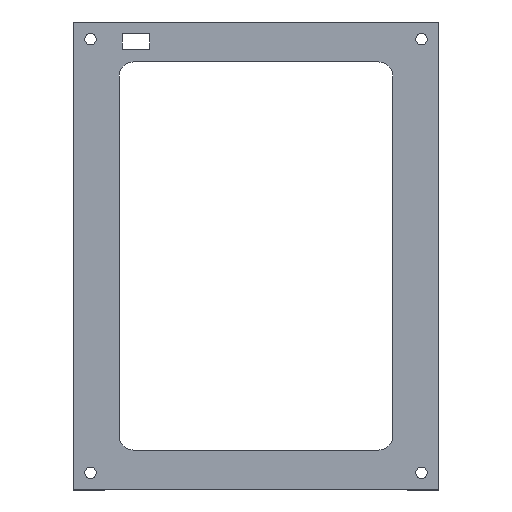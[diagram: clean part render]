
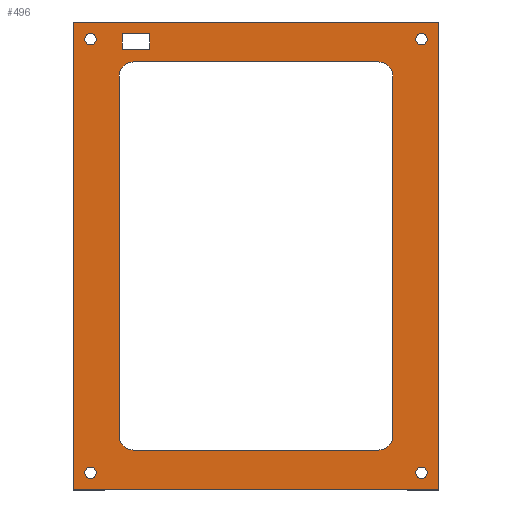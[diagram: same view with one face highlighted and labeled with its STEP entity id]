
A CAD part, top view. The second image highlights one B-rep face of the part: STEP entity #496.
In plain terms, the highlighted planar face has unit normal (0, 0, 1).
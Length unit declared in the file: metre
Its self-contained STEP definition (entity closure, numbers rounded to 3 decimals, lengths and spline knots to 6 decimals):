
#24=CIRCLE('',#540,0.00127);
#25=CIRCLE('',#541,0.00127);
#26=CIRCLE('',#542,0.003175);
#27=CIRCLE('',#543,0.003175);
#28=CIRCLE('',#544,0.003175);
#29=CIRCLE('',#545,0.003175);
#30=CIRCLE('',#546,0.00127);
#31=CIRCLE('',#547,0.00127);
#60=ORIENTED_EDGE('',*,*,#194,.F.);
#61=ORIENTED_EDGE('',*,*,#195,.F.);
#62=ORIENTED_EDGE('',*,*,#196,.F.);
#63=ORIENTED_EDGE('',*,*,#197,.F.);
#64=ORIENTED_EDGE('',*,*,#198,.T.);
#65=ORIENTED_EDGE('',*,*,#199,.T.);
#66=ORIENTED_EDGE('',*,*,#200,.F.);
#67=ORIENTED_EDGE('',*,*,#201,.F.);
#68=ORIENTED_EDGE('',*,*,#202,.F.);
#69=ORIENTED_EDGE('',*,*,#203,.F.);
#70=ORIENTED_EDGE('',*,*,#204,.T.);
#71=ORIENTED_EDGE('',*,*,#205,.T.);
#72=ORIENTED_EDGE('',*,*,#206,.F.);
#73=ORIENTED_EDGE('',*,*,#207,.T.);
#74=ORIENTED_EDGE('',*,*,#208,.F.);
#75=ORIENTED_EDGE('',*,*,#209,.T.);
#76=ORIENTED_EDGE('',*,*,#210,.T.);
#77=ORIENTED_EDGE('',*,*,#176,.F.);
#78=ORIENTED_EDGE('',*,*,#211,.F.);
#79=ORIENTED_EDGE('',*,*,#212,.F.);
#176=EDGE_CURVE('',#244,#245,#292,.T.);
#194=EDGE_CURVE('',#260,#261,#306,.T.);
#195=EDGE_CURVE('',#262,#260,#307,.T.);
#196=EDGE_CURVE('',#263,#262,#308,.T.);
#197=EDGE_CURVE('',#261,#263,#309,.T.);
#198=EDGE_CURVE('',#264,#264,#24,.F.);
#199=EDGE_CURVE('',#265,#265,#25,.F.);
#200=EDGE_CURVE('',#266,#267,#310,.T.);
#201=EDGE_CURVE('',#268,#266,#26,.T.);
#202=EDGE_CURVE('',#269,#268,#311,.T.);
#203=EDGE_CURVE('',#270,#269,#27,.T.);
#204=EDGE_CURVE('',#270,#271,#312,.T.);
#205=EDGE_CURVE('',#271,#272,#28,.F.);
#206=EDGE_CURVE('',#273,#272,#313,.T.);
#207=EDGE_CURVE('',#273,#267,#29,.F.);
#208=EDGE_CURVE('',#274,#244,#314,.T.);
#209=EDGE_CURVE('',#274,#275,#315,.T.);
#210=EDGE_CURVE('',#275,#245,#316,.T.);
#211=EDGE_CURVE('',#276,#276,#30,.T.);
#212=EDGE_CURVE('',#277,#277,#31,.T.);
#244=VERTEX_POINT('',#723);
#245=VERTEX_POINT('',#725);
#260=VERTEX_POINT('',#760);
#261=VERTEX_POINT('',#761);
#262=VERTEX_POINT('',#763);
#263=VERTEX_POINT('',#765);
#264=VERTEX_POINT('',#768);
#265=VERTEX_POINT('',#770);
#266=VERTEX_POINT('',#772);
#267=VERTEX_POINT('',#773);
#268=VERTEX_POINT('',#775);
#269=VERTEX_POINT('',#777);
#270=VERTEX_POINT('',#779);
#271=VERTEX_POINT('',#781);
#272=VERTEX_POINT('',#783);
#273=VERTEX_POINT('',#785);
#274=VERTEX_POINT('',#788);
#275=VERTEX_POINT('',#790);
#276=VERTEX_POINT('',#793);
#277=VERTEX_POINT('',#795);
#292=LINE('',#724,#344);
#306=LINE('',#759,#358);
#307=LINE('',#762,#359);
#308=LINE('',#764,#360);
#309=LINE('',#766,#361);
#310=LINE('',#771,#362);
#311=LINE('',#776,#363);
#312=LINE('',#780,#364);
#313=LINE('',#784,#365);
#314=LINE('',#787,#366);
#315=LINE('',#789,#367);
#316=LINE('',#791,#368);
#344=VECTOR('',#583,1.);
#358=VECTOR('',#609,1.);
#359=VECTOR('',#610,1.);
#360=VECTOR('',#611,1.);
#361=VECTOR('',#612,1.);
#362=VECTOR('',#617,1.);
#363=VECTOR('',#620,1.);
#364=VECTOR('',#623,1.);
#365=VECTOR('',#626,1.);
#366=VECTOR('',#629,1.);
#367=VECTOR('',#630,1.);
#368=VECTOR('',#631,1.);
#399=EDGE_LOOP('',(#60,#61,#62,#63));
#400=EDGE_LOOP('',(#64));
#401=EDGE_LOOP('',(#65));
#402=EDGE_LOOP('',(#66,#67,#68,#69,#70,#71,#72,#73));
#403=EDGE_LOOP('',(#74,#75,#76,#77));
#404=EDGE_LOOP('',(#78));
#405=EDGE_LOOP('',(#79));
#441=FACE_BOUND('',#399,.T.);
#442=FACE_BOUND('',#400,.T.);
#443=FACE_BOUND('',#401,.T.);
#444=FACE_BOUND('',#402,.T.);
#445=FACE_BOUND('',#403,.T.);
#446=FACE_BOUND('',#404,.T.);
#447=FACE_BOUND('',#405,.T.);
#478=PLANE('',#539);
#496=ADVANCED_FACE('',(#441,#442,#443,#444,#445,#446,#447),#478,.T.);
#539=AXIS2_PLACEMENT_3D('',#758,#607,#608);
#540=AXIS2_PLACEMENT_3D('',#767,#613,#614);
#541=AXIS2_PLACEMENT_3D('',#769,#615,#616);
#542=AXIS2_PLACEMENT_3D('',#774,#618,#619);
#543=AXIS2_PLACEMENT_3D('',#778,#621,#622);
#544=AXIS2_PLACEMENT_3D('',#782,#624,#625);
#545=AXIS2_PLACEMENT_3D('',#786,#627,#628);
#546=AXIS2_PLACEMENT_3D('',#792,#632,#633);
#547=AXIS2_PLACEMENT_3D('',#794,#634,#635);
#583=DIRECTION('',(-1.,0.,0.));
#607=DIRECTION('',(0.,0.,1.));
#608=DIRECTION('',(1.,0.,0.));
#609=DIRECTION('',(0.,1.,0.));
#610=DIRECTION('',(1.,0.,0.));
#611=DIRECTION('',(0.,-1.,0.));
#612=DIRECTION('',(-1.,0.,0.));
#613=DIRECTION('',(0.,0.,1.));
#614=DIRECTION('',(1.,0.,0.));
#615=DIRECTION('',(0.,0.,1.));
#616=DIRECTION('',(1.,0.,0.));
#617=DIRECTION('',(0.,-1.,0.));
#618=DIRECTION('',(0.,0.,1.));
#619=DIRECTION('',(1.,0.,0.));
#620=DIRECTION('',(-1.,0.,0.));
#621=DIRECTION('',(0.,0.,1.));
#622=DIRECTION('',(1.,0.,0.));
#623=DIRECTION('',(0.,-1.,0.));
#624=DIRECTION('',(0.,0.,1.));
#625=DIRECTION('',(1.,0.,0.));
#626=DIRECTION('',(1.,0.,0.));
#627=DIRECTION('',(0.,0.,1.));
#628=DIRECTION('',(1.,0.,0.));
#629=DIRECTION('',(0.,-1.,0.));
#630=DIRECTION('',(-1.,0.,0.));
#631=DIRECTION('',(0.,-1.,0.));
#632=DIRECTION('',(0.,0.,1.));
#633=DIRECTION('',(1.,0.,0.));
#634=DIRECTION('',(0.,0.,1.));
#635=DIRECTION('',(1.,0.,0.));
#723=CARTESIAN_POINT('',(0.04064,-0.05207,0.003175));
#724=CARTESIAN_POINT('',(0.,-0.05207,0.003175));
#725=CARTESIAN_POINT('',(-0.04064,-0.05207,0.003175));
#758=CARTESIAN_POINT('',(0.,0.,0.003175));
#759=CARTESIAN_POINT('',(-0.023622,0.,0.003175));
#760=CARTESIAN_POINT('',(-0.023622,0.045974,0.003175));
#761=CARTESIAN_POINT('',(-0.023622,0.04953,0.003175));
#762=CARTESIAN_POINT('',(0.,0.045974,0.003175));
#763=CARTESIAN_POINT('',(-0.029718,0.045974,0.003175));
#764=CARTESIAN_POINT('',(-0.029718,0.,0.003175));
#765=CARTESIAN_POINT('',(-0.029718,0.04953,0.003175));
#766=CARTESIAN_POINT('',(0.,0.04953,0.003175));
#767=CARTESIAN_POINT('',(0.03683,0.04826,0.003175));
#768=CARTESIAN_POINT('',(0.0381,0.04826,0.003175));
#769=CARTESIAN_POINT('',(-0.03683,-0.04826,0.003175));
#770=CARTESIAN_POINT('',(-0.03556,-0.04826,0.003175));
#771=CARTESIAN_POINT('',(-0.03048,0.,0.003175));
#772=CARTESIAN_POINT('',(-0.03048,0.040005,0.003175));
#773=CARTESIAN_POINT('',(-0.03048,-0.040005,0.003175));
#774=CARTESIAN_POINT('',(-0.027305,0.040005,0.003175));
#775=CARTESIAN_POINT('',(-0.027305,0.04318,0.003175));
#776=CARTESIAN_POINT('',(0.,0.04318,0.003175));
#777=CARTESIAN_POINT('',(0.027305,0.04318,0.003175));
#778=CARTESIAN_POINT('',(0.027305,0.040005,0.003175));
#779=CARTESIAN_POINT('',(0.03048,0.040005,0.003175));
#780=CARTESIAN_POINT('',(0.03048,0.,0.003175));
#781=CARTESIAN_POINT('',(0.03048,-0.040005,0.003175));
#782=CARTESIAN_POINT('',(0.027305,-0.040005,0.003175));
#783=CARTESIAN_POINT('',(0.027305,-0.04318,0.003175));
#784=CARTESIAN_POINT('',(0.028893,-0.04318,0.003175));
#785=CARTESIAN_POINT('',(-0.027305,-0.04318,0.003175));
#786=CARTESIAN_POINT('',(-0.027305,-0.040005,0.003175));
#787=CARTESIAN_POINT('',(0.04064,0.,0.003175));
#788=CARTESIAN_POINT('',(0.04064,0.05207,0.003175));
#789=CARTESIAN_POINT('',(0.,0.05207,0.003175));
#790=CARTESIAN_POINT('',(-0.04064,0.05207,0.003175));
#791=CARTESIAN_POINT('',(-0.04064,0.,0.003175));
#792=CARTESIAN_POINT('',(-0.03683,0.04826,0.003175));
#793=CARTESIAN_POINT('',(-0.03556,0.04826,0.003175));
#794=CARTESIAN_POINT('',(0.03683,-0.04826,0.003175));
#795=CARTESIAN_POINT('',(0.0381,-0.04826,0.003175));
